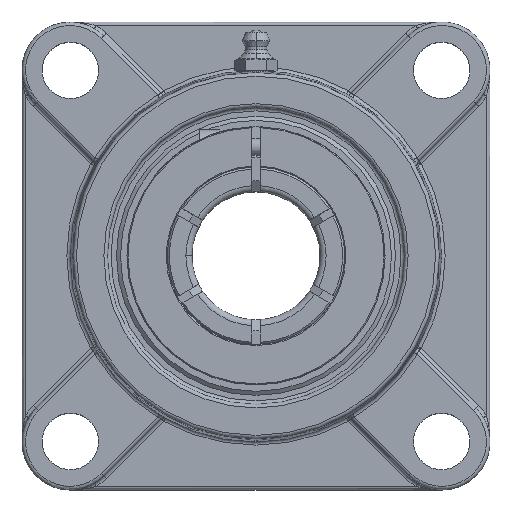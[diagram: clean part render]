
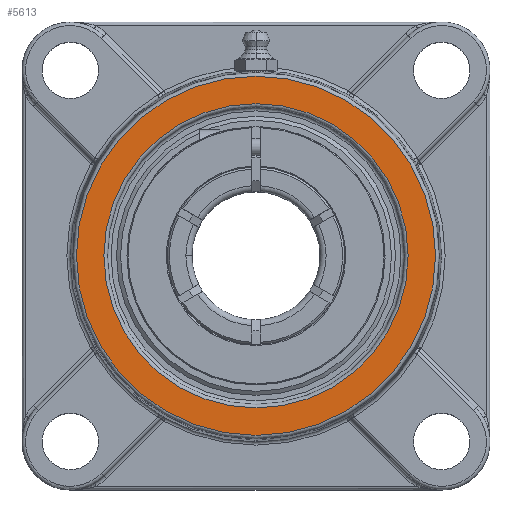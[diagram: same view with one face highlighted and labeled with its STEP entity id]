
A CAD part, top view. The second image highlights one B-rep face of the part: STEP entity #5613.
In plain terms, the highlighted planar face has unit normal (0, 0, 1).
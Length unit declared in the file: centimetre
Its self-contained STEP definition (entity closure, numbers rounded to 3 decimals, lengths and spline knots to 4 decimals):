
#5572=CARTESIAN_POINT('',(-0.,3.7719,3.4));
#5573=VERTEX_POINT('',#5572);
#5584=CARTESIAN_POINT('',(0.,0.,3.4));
#5585=DIRECTION('',(0.,0.,1.));
#5586=DIRECTION('',(0.,-1.,0.));
#5587=AXIS2_PLACEMENT_3D('',#5584,#5585,#5586);
#5588=CIRCLE('',#5587,3.7719);
#5589=EDGE_CURVE('',#5573,#5573,#5588,.T.);
#5594=CARTESIAN_POINT('',(0.,-0.,3.4));
#5595=DIRECTION('',(0.,0.,1.));
#5596=DIRECTION('',(1.,0.,0.));
#5597=AXIS2_PLACEMENT_3D('',#5594,#5595,#5596);
#5598=PLANE('',#5597);
#5599=CARTESIAN_POINT('',(0.,4.4517,3.4));
#5600=VERTEX_POINT('',#5599);
#5601=CARTESIAN_POINT('',(0.,0.,3.4));
#5602=DIRECTION('',(-0.,0.,-1.));
#5603=DIRECTION('',(-0.,-1.,0.));
#5604=AXIS2_PLACEMENT_3D('',#5601,#5602,#5603);
#5605=CIRCLE('',#5604,4.4517);
#5606=EDGE_CURVE('',#5600,#5600,#5605,.T.);
#5607=ORIENTED_EDGE('',*,*,#5606,.F.);
#5608=EDGE_LOOP('',(#5607));
#5609=FACE_BOUND('',#5608,.T.);
#5610=ORIENTED_EDGE('',*,*,#5589,.F.);
#5611=EDGE_LOOP('',(#5610));
#5612=FACE_BOUND('',#5611,.T.);
#5613=ADVANCED_FACE('',(#5609,#5612),#5598,.T.);
